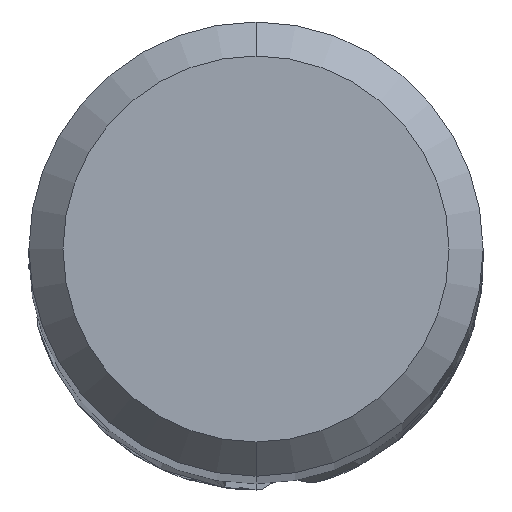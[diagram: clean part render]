
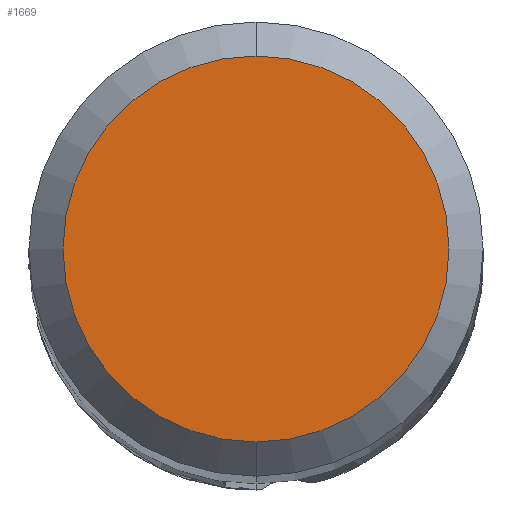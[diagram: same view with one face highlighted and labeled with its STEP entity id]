
A CAD part, top view. The second image highlights one B-rep face of the part: STEP entity #1669.
In plain terms, the highlighted planar face has unit normal (0, 0, 1).
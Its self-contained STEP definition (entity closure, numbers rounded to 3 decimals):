
#1107=EDGE_CURVE('',#1473,#1371,#2313,.T.);
#1371=VERTEX_POINT('',#2603);
#1473=VERTEX_POINT('',#2716);
#1545=EDGE_CURVE('',#1371,#1473,#2792,.T.);
#1669=ADVANCED_FACE('',(#2926),#2927,.T.);
#2313=CIRCLE('',#6163,1.7);
#2603=CARTESIAN_POINT('',(0.0,1.7,0.0));
#2716=CARTESIAN_POINT('',(0.,-1.7,0.0));
#2792=CIRCLE('',#9201,1.7);
#2926=FACE_OUTER_BOUND('',#10228,.T.);
#2927=PLANE('',#10229);
#6163=AXIS2_PLACEMENT_3D('',#11196,#11197,#11198);
#9201=AXIS2_PLACEMENT_3D('',#11655,#11656,#11657);
#10228=EDGE_LOOP('',(#11751,#11752));
#10229=AXIS2_PLACEMENT_3D('',#11753,#11754,#11755);
#11196=CARTESIAN_POINT('',(0.0,0.0,0.0));
#11197=DIRECTION('',(0.0,0.0,-1.0));
#11198=DIRECTION('',(0.0,1.0,0.0));
#11655=CARTESIAN_POINT('',(0.0,0.0,0.0));
#11656=DIRECTION('',(0.0,0.0,-1.0));
#11657=DIRECTION('',(0.0,1.0,0.0));
#11751=ORIENTED_EDGE('',*,*,#1545,.F.);
#11752=ORIENTED_EDGE('',*,*,#1107,.F.);
#11753=CARTESIAN_POINT('',(0.0,0.85,0.0));
#11754=DIRECTION('',(-0.0,0.0,1.0));
#11755=DIRECTION('',(0.0,-1.0,0.0));
